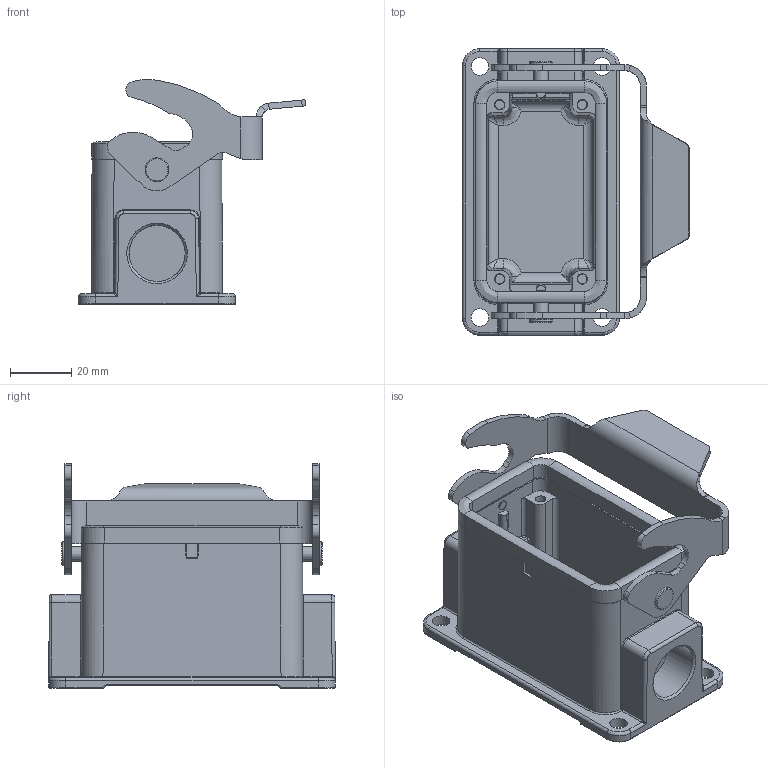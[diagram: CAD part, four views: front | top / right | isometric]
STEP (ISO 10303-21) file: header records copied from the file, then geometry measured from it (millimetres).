
FILE_DESCRIPTION(/* description */ (''),/* implementation_level */ '2;1');
FILE_NAME(/* name */ 'H10B-SF-1L-XXX.stp',/* time_stamp */ '2022-09-04T09:06:23+08:00',/* author */ (''),/* organization */ (''),/* preprocessor_version */ 'ST-DEVELOPER v16',/* originating_system */ 'SIEMENS PLM Software NX 10.0',/* authorisation */ '');
FILE_SCHEMA (('AUTOMOTIVE_DESIGN { 1 0 10303 214 3 1 1 1 }'));
Length unit declared in the file: millimetre
Products named in the file (1): Admi14A87516cpd5
Bounding box: 74.21 x 93.59 x 73.48 mm (x, y, z)
Surface area: 44164.6 mm2 (no closed solid volume)
Topology: 0 solids, 1 shells, 429 faces, 1099 edges, 672 vertices
Faces by surface type: cylinder 196, plane 122, bspline 90, cone 7, sphere 6, revolution 4, extrusion 4
Full cylindrical faces by diameter (mm): 3 x4, 4.8 x4, 5.75 x4, 7.8 x2, 18.35 x1, 18.5 x1
Entity records: 15018 total; most frequent: CARTESIAN_POINT 5438, ORIENTED_EDGE 2098, DIRECTION 1809, EDGE_CURVE 1049, AXIS2_PLACEMENT_3D 688, VERTEX_POINT 666, EDGE_LOOP 489, ADVANCED_FACE 429
